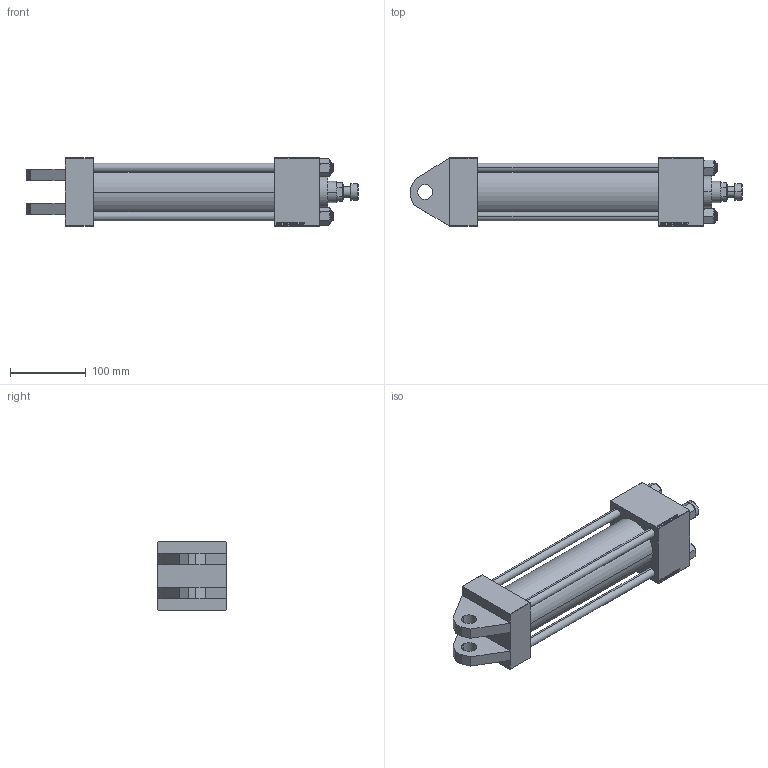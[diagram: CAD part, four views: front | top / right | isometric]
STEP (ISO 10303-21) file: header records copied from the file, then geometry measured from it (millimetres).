
FILE_DESCRIPTION (( 'STEP AP203' ), '1' );
FILE_NAME ('14d0.STEP', '2022-04-15T14:37:45', ( '' ), ( '' ), 'SwSTEP 2.0', 'SolidWorks 2019', '' );
FILE_SCHEMA (( 'CONFIG_CONTROL_DESIGN' ));
Length unit declared in the file: millimetre
Products named in the file (7): V215CR_TYCINKA_H bee6fb6cb3134c965dafe1cb587a24ee; 14d0; V215CR_ROD_END_W bee6fb6cb3134c965dafe1cb587a24ee; V215CR_VCP_H bee6fb6cb3134c965dafe1cb587a24ee; V215_VC_A bee6fb6cb3134c965dafe1cb587a24ee; NUT_M5_H bee6fb6cb3134c965dafe1cb587a24ee; V215CR_H_Body bee6fb6cb3134c965dafe1cb587a24ee
Assembly tree (12 placements, depth 2):
  14d0
    V215CR_H_Body bee6fb6cb3134c965dafe1cb587a24ee
    V215CR_VCP_H bee6fb6cb3134c965dafe1cb587a24ee
    V215CR_TYCINKA_H bee6fb6cb3134c965dafe1cb587a24ee  x4
    NUT_M5_H bee6fb6cb3134c965dafe1cb587a24ee  x4
    V215_VC_A bee6fb6cb3134c965dafe1cb587a24ee
    V215CR_ROD_END_W bee6fb6cb3134c965dafe1cb587a24ee
Bounding box: 439 x 90 x 90 mm (x, y, z)
Volume: 1349748.8 mm3; surface area: 316918.1 mm2
Topology: 12 solids, 12 shells, 1142 faces, 2867 edges, 1859 vertices
Faces by surface type: plane 522, bspline 392, cone 130, cylinder 86, torus 12
Entity records: 50214 total; most frequent: CARTESIAN_POINT 27100, ORIENTED_EDGE 5226, DIRECTION 3285, EDGE_CURVE 2613, VERTEX_POINT 1715, VECTOR 1577, LINE 1577, EDGE_LOOP 1148
